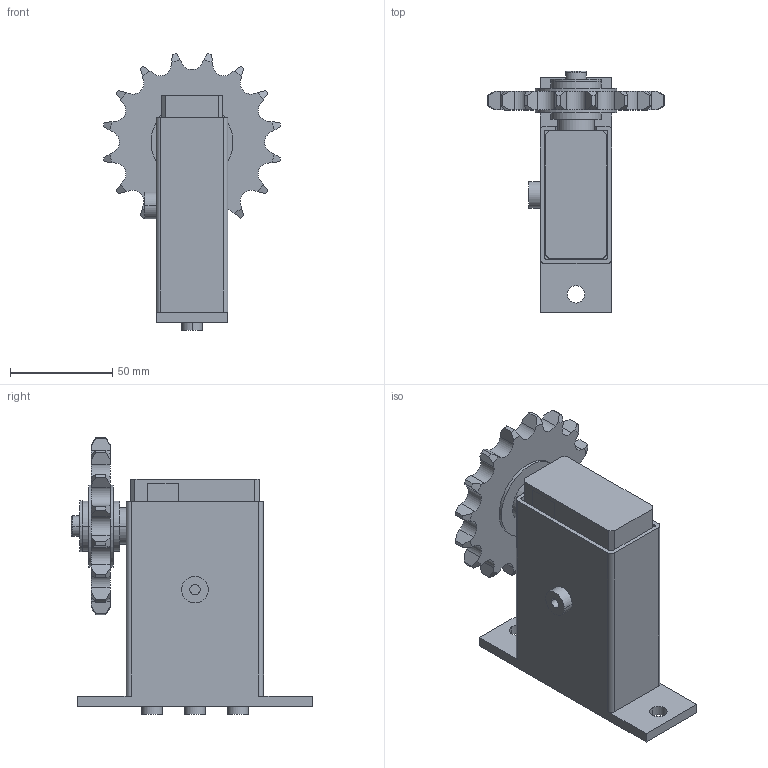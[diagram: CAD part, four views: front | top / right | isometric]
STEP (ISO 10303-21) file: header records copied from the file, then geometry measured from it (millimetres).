
FILE_DESCRIPTION(('STEP AP214'),'1');
FILE_NAME('cctmp_77ECF999-D0DA-4664-8ED4-680DBC3C991B_2023_6_23_12_24_48_67..stp','2023-06-23T10:24:48',('Murtfeldt Kunststoffe GmbH & Co.KG'),('CADClick - www.CADClick.com'),'Spatial InterOp 3D',' ','unknown authorization');
FILE_SCHEMA(('AUTOMOTIVE_DESIGN'));
Length unit declared in the file: millimetre
Products named in the file (1): 1
Bounding box: 86.57 x 117.9 x 135.29 mm (x, y, z)
Volume: 283201 mm3; surface area: 85258.5 mm2
Topology: 5 solids, 7 shells, 232 faces, 595 edges, 392 vertices
Faces by surface type: plane 109, cylinder 81, cone 38, torus 4
Entity records: 8934 total; most frequent: CARTESIAN_POINT 1350, DIRECTION 1208, ORIENTED_EDGE 1186, EDGE_CURVE 593, AXIS2_PLACEMENT_3D 442, VERTEX_POINT 392, LINE 324, VECTOR 324
